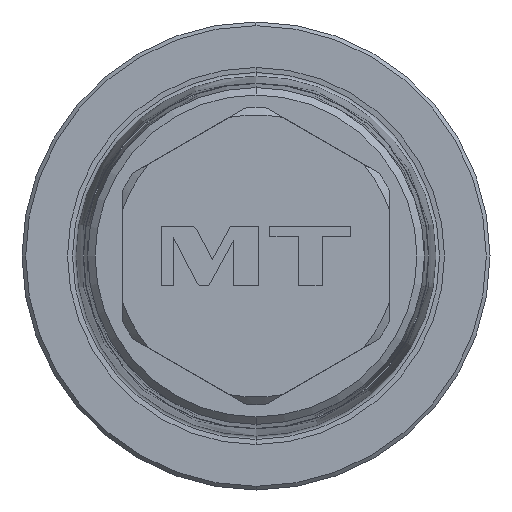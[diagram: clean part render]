
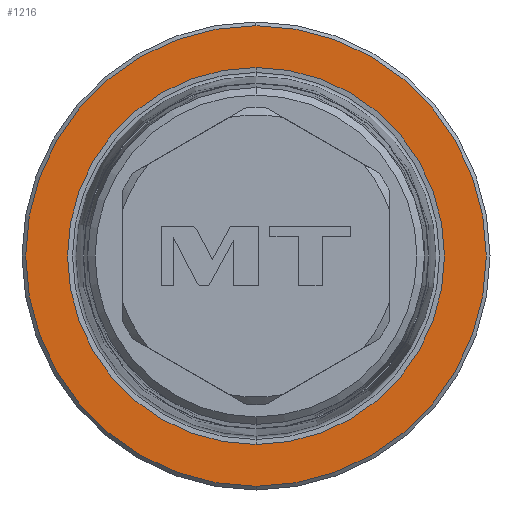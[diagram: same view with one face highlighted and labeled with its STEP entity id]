
A CAD part, front view. The second image highlights one B-rep face of the part: STEP entity #1216.
In plain terms, the highlighted planar face has unit normal (0, -1, 0).
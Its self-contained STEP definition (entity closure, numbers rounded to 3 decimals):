
#83=CARTESIAN_POINT('',(0.,0.,0.));
#84=DIRECTION('',(0.,1.,0.));
#85=DIRECTION('',(0.,0.,-1.));
#86=AXIS2_PLACEMENT_3D('',#83,#84,#85);
#88=CARTESIAN_POINT('',(0.,0.,0.));
#89=DIRECTION('',(0.,1.,0.));
#90=DIRECTION('',(0.,0.,1.));
#91=AXIS2_PLACEMENT_3D('',#88,#89,#90);
#93=CARTESIAN_POINT('',(0.,0.,0.));
#94=DIRECTION('',(0.,-1.,0.));
#95=DIRECTION('',(0.,0.,1.));
#96=AXIS2_PLACEMENT_3D('',#93,#94,#95);
#98=CARTESIAN_POINT('',(0.,0.,0.));
#99=DIRECTION('',(0.,-1.,0.));
#100=DIRECTION('',(0.,0.,-1.));
#101=AXIS2_PLACEMENT_3D('',#98,#99,#100);
#849=CARTESIAN_POINT('',(0.,0.,-31.));
#850=CARTESIAN_POINT('',(0.,0.,31.));
#851=VERTEX_POINT('',#849);
#852=VERTEX_POINT('',#850);
#953=CARTESIAN_POINT('',(0.,0.,25.374));
#954=CARTESIAN_POINT('',(0.,0.,-25.374));
#955=VERTEX_POINT('',#953);
#956=VERTEX_POINT('',#954);
#1201=CARTESIAN_POINT('',(0.,0.,0.));
#1202=DIRECTION('',(0.,-1.,0.));
#1203=DIRECTION('',(0.,0.,-1.));
#1204=AXIS2_PLACEMENT_3D('',#1201,#1202,#1203);
#1205=PLANE('',#1204);
#1206=ORIENTED_EDGE('',*,*,#1183,.T.);
#1207=ORIENTED_EDGE('',*,*,#1168,.T.);
#1208=EDGE_LOOP('',(#1206,#1207));
#1209=FACE_OUTER_BOUND('',#1208,.F.);
#1211=ORIENTED_EDGE('',*,*,#1210,.T.);
#1213=ORIENTED_EDGE('',*,*,#1212,.T.);
#1214=EDGE_LOOP('',(#1211,#1213));
#1215=FACE_BOUND('',#1214,.F.);
#1216=ADVANCED_FACE('',(#1209,#1215),#1205,.T.);
#87=CIRCLE('',#86,31.);
#92=CIRCLE('',#91,31.);
#97=CIRCLE('',#96,25.374);
#102=CIRCLE('',#101,25.374);
#1168=EDGE_CURVE('',#852,#851,#92,.T.);
#1183=EDGE_CURVE('',#851,#852,#87,.T.);
#1210=EDGE_CURVE('',#955,#956,#97,.T.);
#1212=EDGE_CURVE('',#956,#955,#102,.T.);
